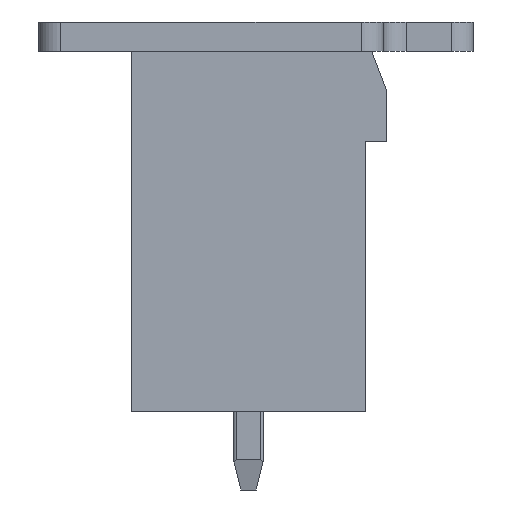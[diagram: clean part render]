
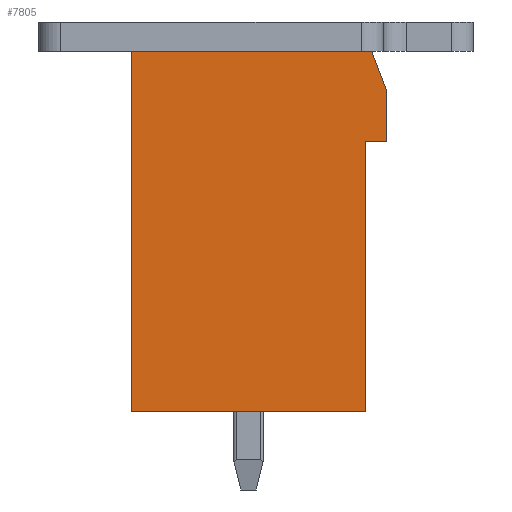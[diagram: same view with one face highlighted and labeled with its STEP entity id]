
A CAD part, left-side view. The second image highlights one B-rep face of the part: STEP entity #7805.
In plain terms, the highlighted planar face has unit normal (-1, 0, 0).
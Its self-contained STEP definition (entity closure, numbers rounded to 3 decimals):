
#2273=ORIENTED_EDGE('',*,*,#2929,.T.);
#2274=ORIENTED_EDGE('',*,*,#2970,.T.);
#2275=ORIENTED_EDGE('',*,*,#2990,.T.);
#2276=ORIENTED_EDGE('',*,*,#2569,.T.);
#2277=ORIENTED_EDGE('',*,*,#3004,.T.);
#2278=ORIENTED_EDGE('',*,*,#3001,.T.);
#2279=ORIENTED_EDGE('',*,*,#3000,.T.);
#2569=EDGE_CURVE('',#3670,#3669,#4379,.T.);
#2929=EDGE_CURVE('',#3974,#3976,#4693,.T.);
#2970=EDGE_CURVE('',#3976,#4000,#4728,.T.);
#2990=EDGE_CURVE('',#4000,#3670,#4748,.T.);
#3000=EDGE_CURVE('',#4014,#3974,#4758,.T.);
#3001=EDGE_CURVE('',#4015,#4014,#4759,.T.);
#3004=EDGE_CURVE('',#3669,#4015,#4762,.T.);
#3669=VERTEX_POINT('',#10567);
#3670=VERTEX_POINT('',#10569);
#3974=VERTEX_POINT('',#11316);
#3976=VERTEX_POINT('',#11320);
#4000=VERTEX_POINT('',#11391);
#4014=VERTEX_POINT('',#11430);
#4015=VERTEX_POINT('',#11441);
#4379=LINE('',#10568,#5267);
#4693=LINE('',#11321,#5581);
#4728=LINE('',#11392,#5616);
#4748=LINE('',#11425,#5636);
#4758=LINE('',#11438,#5646);
#4759=LINE('',#11440,#5647);
#4762=LINE('',#11446,#5650);
#5267=VECTOR('',#8496,1000.);
#5581=VECTOR('',#8994,1000.);
#5616=VECTOR('',#9053,1000.);
#5636=VECTOR('',#9075,1000.);
#5646=VECTOR('',#9087,1000.);
#5647=VECTOR('',#9090,1000.);
#5650=VECTOR('',#9095,1000.);
#6566=EDGE_LOOP('',(#2273,#2274,#2275,#2276,#2277,#2278,#2279));
#7040=FACE_BOUND('',#6566,.T.);
#7388=PLANE('',#8392);
#7805=ADVANCED_FACE('',(#7040),#7388,.T.);
#8392=AXIS2_PLACEMENT_3D('',#12694,#10261,#10262);
#8496=DIRECTION('',(0.,-1.,0.));
#8994=DIRECTION('',(0.,0.359,0.933));
#9053=DIRECTION('',(0.,1.,0.));
#9075=DIRECTION('',(0.,0.,-1.));
#9087=DIRECTION('',(0.,0.,1.));
#9090=DIRECTION('',(0.,-1.,0.));
#9095=DIRECTION('',(0.,0.,1.));
#10261=DIRECTION('',(-1.,0.,0.));
#10262=DIRECTION('',(0.,0.,1.));
#10567=CARTESIAN_POINT('',(-15.7,0.7,-6.));
#10568=CARTESIAN_POINT('',(-15.7,8.5,-6.));
#10569=CARTESIAN_POINT('',(-15.7,8.5,-6.));
#11316=CARTESIAN_POINT('',(-15.7,0.,4.7));
#11320=CARTESIAN_POINT('',(-15.7,0.5,6.));
#11321=CARTESIAN_POINT('',(-15.7,0.,4.7));
#11391=CARTESIAN_POINT('',(-15.7,8.5,6.));
#11392=CARTESIAN_POINT('',(-15.7,0.5,6.));
#11425=CARTESIAN_POINT('',(-15.7,8.5,6.));
#11430=CARTESIAN_POINT('',(-15.7,0.,3.));
#11438=CARTESIAN_POINT('',(-15.7,0.,3.));
#11440=CARTESIAN_POINT('',(-15.7,0.7,3.));
#11441=CARTESIAN_POINT('',(-15.7,0.7,3.));
#11446=CARTESIAN_POINT('',(-15.7,0.7,-6.));
#12694=CARTESIAN_POINT('',(-15.7,0.,0.));
